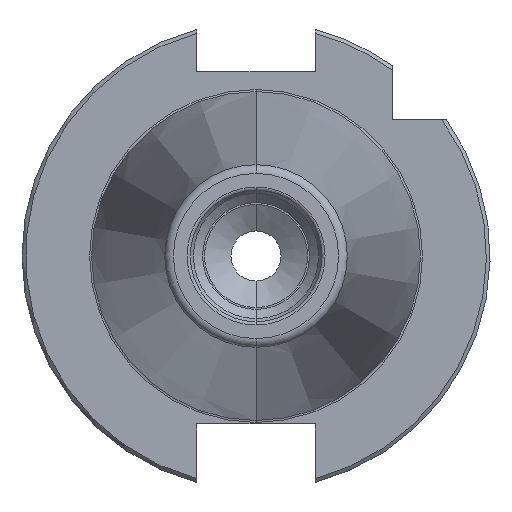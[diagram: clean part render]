
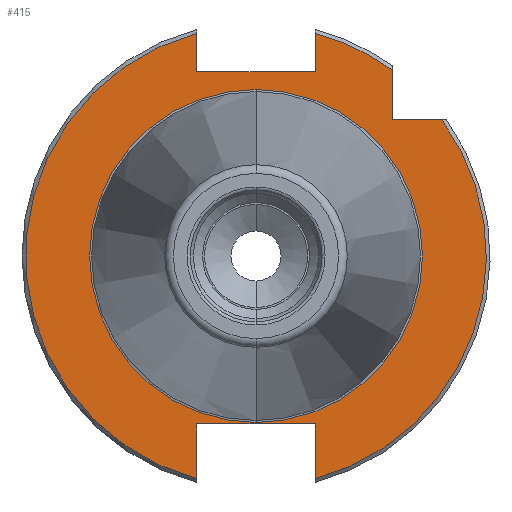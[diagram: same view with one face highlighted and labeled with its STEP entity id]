
A CAD part, left-side view. The second image highlights one B-rep face of the part: STEP entity #415.
In plain terms, the highlighted planar face has unit normal (-1, 0, 0).
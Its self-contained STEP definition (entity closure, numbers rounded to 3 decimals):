
#40 = CARTESIAN_POINT ( 'NONE',  ( 71.6, -8.05, 25. ) ) ;
#227 = VERTEX_POINT ( 'NONE', #3553 ) ;
#372 = CARTESIAN_POINT ( 'NONE',  ( 71.6, -18.5, 18.5 ) ) ;
#394 = CARTESIAN_POINT ( 'NONE',  ( 71.6, 0., -22.6 ) ) ;
#395 = DIRECTION ( 'NONE',  ( 0., 0., -1. ) ) ;
#396 = DIRECTION ( 'NONE',  ( 1., 0., 0. ) ) ;
#401 = AXIS2_PLACEMENT_3D ( 'NONE', #2011, #2006, #2002 ) ;
#402 = CARTESIAN_POINT ( 'NONE',  ( 71.6, 0., 0. ) ) ;
#415 = ADVANCED_FACE ( 'NONE', ( #3227, #3232 ), #3379, .T. ) ;
#501 = DIRECTION ( 'NONE',  ( 0., 0., 1. ) ) ;
#527 = CARTESIAN_POINT ( 'NONE',  ( 71.6, 8.05, -22.8 ) ) ;
#532 = CARTESIAN_POINT ( 'NONE',  ( 71.6, -8.05, 0. ) ) ;
#553 = DIRECTION ( 'NONE',  ( 0., 1., 0. ) ) ;
#560 = CARTESIAN_POINT ( 'NONE',  ( 71.6, 8.05, -22.8 ) ) ;
#568 = AXIS2_PLACEMENT_3D ( 'NONE', #3219, #3206, #3190 ) ;
#569 = CARTESIAN_POINT ( 'NONE',  ( 71.6, 8.05, 30.221 ) ) ;
#577 = CIRCLE ( 'NONE', #401, 22.6 ) ;
#629 = CIRCLE ( 'NONE', #3792, 22.6 ) ;
#638 = DIRECTION ( 'NONE',  ( 0., 0., -1. ) ) ;
#665 = DIRECTION ( 'NONE',  ( 0., 0., -1. ) ) ;
#680 = VECTOR ( 'NONE', #501, 1000. ) ;
#687 = CARTESIAN_POINT ( 'NONE',  ( 71.6, 8.05, 0. ) ) ;
#696 = LINE ( 'NONE', #560, #738 ) ;
#734 = LINE ( 'NONE', #527, #744 ) ;
#738 = VECTOR ( 'NONE', #638, 1000. ) ;
#744 = VECTOR ( 'NONE', #553, 1000. ) ;
#754 = DIRECTION ( 'NONE',  ( 0., -1., 0. ) ) ;
#800 = VECTOR ( 'NONE', #665, 1000. ) ;
#805 = LINE ( 'NONE', #687, #800 ) ;
#812 = CARTESIAN_POINT ( 'NONE',  ( 71.6, -8.05, 25. ) ) ;
#818 = DIRECTION ( 'NONE',  ( 0., 0., 1. ) ) ;
#825 = CARTESIAN_POINT ( 'NONE',  ( 71.6, -8.05, 25. ) ) ;
#851 = LINE ( 'NONE', #532, #680 ) ;
#913 = LINE ( 'NONE', #812, #996 ) ;
#975 = CARTESIAN_POINT ( 'NONE',  ( 71.6, -8.05, -30.221 ) ) ;
#978 = VERTEX_POINT ( 'NONE', #4102 ) ;
#996 = VECTOR ( 'NONE', #754, 1000. ) ;
#1045 = LINE ( 'NONE', #825, #1240 ) ;
#1130 = CARTESIAN_POINT ( 'NONE',  ( 71.6, -18.5, 0. ) ) ;
#1138 = DIRECTION ( 'NONE',  ( 0., 0., -1. ) ) ;
#1167 = LINE ( 'NONE', #1130, #1173 ) ;
#1173 = VECTOR ( 'NONE', #1138, 1000. ) ;
#1216 = DIRECTION ( 'NONE',  ( 0., -1., 0. ) ) ;
#1219 = CARTESIAN_POINT ( 'NONE',  ( 71.6, -36.79, 18.5 ) ) ;
#1240 = VECTOR ( 'NONE', #818, 1000. ) ;
#1271 = VERTEX_POINT ( 'NONE', #2795 ) ;
#1305 = VECTOR ( 'NONE', #1216, 1000. ) ;
#1385 = DIRECTION ( 'NONE',  ( 0., 0., -1. ) ) ;
#1390 = DIRECTION ( 'NONE',  ( 1., 0., 0. ) ) ;
#1396 = CARTESIAN_POINT ( 'NONE',  ( 71.6, 0., 0. ) ) ;
#1427 = LINE ( 'NONE', #1219, #1305 ) ;
#1490 = CIRCLE ( 'NONE', #4058, 31.275 ) ;
#1558 = EDGE_CURVE ( 'NONE', #3514, #4823, #577, .T. ) ;
#1761 = ORIENTED_EDGE ( 'NONE', *, *, #3738, .F. ) ;
#1774 = ORIENTED_EDGE ( 'NONE', *, *, #3777, .F. ) ;
#1807 = ORIENTED_EDGE ( 'NONE', *, *, #3195, .F. ) ;
#1824 = ORIENTED_EDGE ( 'NONE', *, *, #3816, .F. ) ;
#1834 = ORIENTED_EDGE ( 'NONE', *, *, #3836, .F. ) ;
#1881 = ORIENTED_EDGE ( 'NONE', *, *, #3849, .F. ) ;
#1893 = ORIENTED_EDGE ( 'NONE', *, *, #3713, .F. ) ;
#1898 = ORIENTED_EDGE ( 'NONE', *, *, #3863, .F. ) ;
#1938 = ORIENTED_EDGE ( 'NONE', *, *, #3870, .F. ) ;
#1949 = ORIENTED_EDGE ( 'NONE', *, *, #3877, .F. ) ;
#1993 = ORIENTED_EDGE ( 'NONE', *, *, #2876, .F. ) ;
#1994 = CARTESIAN_POINT ( 'NONE',  ( 71.6, -25.217, 18.5 ) ) ;
#2002 = DIRECTION ( 'NONE',  ( 0., 0., -1. ) ) ;
#2003 = ORIENTED_EDGE ( 'NONE', *, *, #3910, .T. ) ;
#2006 = DIRECTION ( 'NONE',  ( 1., 0., 0. ) ) ;
#2010 = ORIENTED_EDGE ( 'NONE', *, *, #1558, .T. ) ;
#2011 = CARTESIAN_POINT ( 'NONE',  ( 71.6, 0., 0. ) ) ;
#2338 = CARTESIAN_POINT ( 'NONE',  ( 71.6, 0., 22.6 ) ) ;
#2577 = VERTEX_POINT ( 'NONE', #1994 ) ;
#2742 = CIRCLE ( 'NONE', #4340, 31.275 ) ;
#2776 = VERTEX_POINT ( 'NONE', #372 ) ;
#2789 = VERTEX_POINT ( 'NONE', #569 ) ;
#2795 = CARTESIAN_POINT ( 'NONE',  ( 71.6, 8.05, -22.8 ) ) ;
#2858 = VERTEX_POINT ( 'NONE', #4872 ) ;
#2876 = EDGE_CURVE ( 'NONE', #2577, #3799, #3229, .T. ) ;
#3113 = CARTESIAN_POINT ( 'NONE',  ( 71.6, 8.05, 25. ) ) ;
#3190 = DIRECTION ( 'NONE',  ( 0., 0., 1. ) ) ;
#3195 = EDGE_CURVE ( 'NONE', #2858, #227, #2742, .T. ) ;
#3206 = DIRECTION ( 'NONE',  ( -1., 0., 0. ) ) ;
#3219 = CARTESIAN_POINT ( 'NONE',  ( 71.6, 22.6, 0. ) ) ;
#3227 = FACE_OUTER_BOUND ( 'NONE', #3955, .T. ) ;
#3229 = CIRCLE ( 'NONE', #4539, 31.275 ) ;
#3232 = FACE_BOUND ( 'NONE', #4204, .T. ) ;
#3238 = VERTEX_POINT ( 'NONE', #3558 ) ;
#3303 = VERTEX_POINT ( 'NONE', #3113 ) ;
#3379 = PLANE ( 'NONE',  #568 ) ;
#3514 = VERTEX_POINT ( 'NONE', #2338 ) ;
#3553 = CARTESIAN_POINT ( 'NONE',  ( 71.6, -18.5, 25.217 ) ) ;
#3558 = CARTESIAN_POINT ( 'NONE',  ( 71.6, -8.05, -22.8 ) ) ;
#3567 = DIRECTION ( 'NONE',  ( 0., 0., -1. ) ) ;
#3574 = DIRECTION ( 'NONE',  ( 1., 0., 0. ) ) ;
#3592 = CARTESIAN_POINT ( 'NONE',  ( 71.6, 0., 0. ) ) ;
#3713 = EDGE_CURVE ( 'NONE', #978, #2789, #1490, .T. ) ;
#3738 = EDGE_CURVE ( 'NONE', #2776, #2577, #1427, .T. ) ;
#3777 = EDGE_CURVE ( 'NONE', #227, #2776, #1167, .T. ) ;
#3792 = AXIS2_PLACEMENT_3D ( 'NONE', #402, #396, #395 ) ;
#3799 = VERTEX_POINT ( 'NONE', #975 ) ;
#3816 = EDGE_CURVE ( 'NONE', #4395, #2858, #1045, .T. ) ;
#3836 = EDGE_CURVE ( 'NONE', #3303, #4395, #913, .T. ) ;
#3849 = EDGE_CURVE ( 'NONE', #2789, #3303, #805, .T. ) ;
#3863 = EDGE_CURVE ( 'NONE', #1271, #978, #696, .T. ) ;
#3870 = EDGE_CURVE ( 'NONE', #3238, #1271, #734, .T. ) ;
#3877 = EDGE_CURVE ( 'NONE', #3799, #3238, #851, .T. ) ;
#3910 = EDGE_CURVE ( 'NONE', #4823, #3514, #629, .T. ) ;
#3955 = EDGE_LOOP ( 'NONE', ( #1761, #1774, #1807, #1824, #1834, #1881, #1893, #1898, #1938, #1949, #1993 ) ) ;
#4058 = AXIS2_PLACEMENT_3D ( 'NONE', #1396, #1390, #1385 ) ;
#4102 = CARTESIAN_POINT ( 'NONE',  ( 71.6, 8.05, -30.221 ) ) ;
#4204 = EDGE_LOOP ( 'NONE', ( #2003, #2010 ) ) ;
#4340 = AXIS2_PLACEMENT_3D ( 'NONE', #3592, #3574, #3567 ) ;
#4395 = VERTEX_POINT ( 'NONE', #40 ) ;
#4539 = AXIS2_PLACEMENT_3D ( 'NONE', #4814, #4807, #4799 ) ;
#4799 = DIRECTION ( 'NONE',  ( 0., 0., -1. ) ) ;
#4807 = DIRECTION ( 'NONE',  ( 1., 0., 0. ) ) ;
#4814 = CARTESIAN_POINT ( 'NONE',  ( 71.6, 0., 0. ) ) ;
#4823 = VERTEX_POINT ( 'NONE', #394 ) ;
#4872 = CARTESIAN_POINT ( 'NONE',  ( 71.6, -8.05, 30.221 ) ) ;
